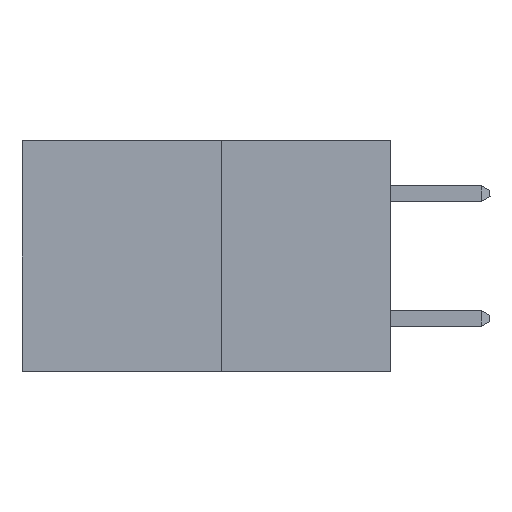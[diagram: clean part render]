
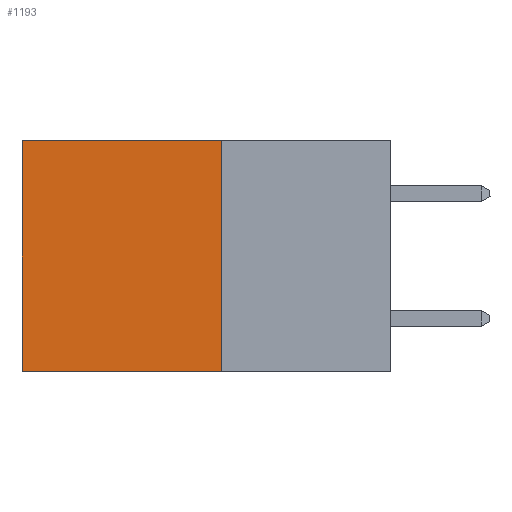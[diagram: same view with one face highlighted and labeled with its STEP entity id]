
A CAD part, left-side view. The second image highlights one B-rep face of the part: STEP entity #1193.
In plain terms, the highlighted planar face has unit normal (-1, 0, 0).
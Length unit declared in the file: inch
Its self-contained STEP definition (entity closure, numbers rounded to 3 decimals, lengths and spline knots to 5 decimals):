
#718 = VERTEX_POINT ( 'NONE', #26428 ) ;
#1193 = ADVANCED_FACE ( 'NONE', ( #27082 ), #16697, .F. ) ;
#1609 = EDGE_CURVE ( 'NONE', #718, #21719, #17231, .T. ) ;
#1673 = CARTESIAN_POINT ( 'NONE',  ( 0.277, 0.27, -0.37 ) ) ;
#2642 = VECTOR ( 'NONE', #24478, 39.37008 ) ;
#3339 = LINE ( 'NONE', #13135, #2642 ) ;
#6301 = CARTESIAN_POINT ( 'NONE',  ( 0.277, 0.27, -0.37 ) ) ;
#8718 = LINE ( 'NONE', #27332, #19425 ) ;
#9129 = EDGE_CURVE ( 'NONE', #718, #18164, #22336, .T. ) ;
#10778 = EDGE_CURVE ( 'NONE', #21719, #19737, #8718, .T. ) ;
#10901 = CARTESIAN_POINT ( 'NONE',  ( 0.277, 0.59, 0. ) ) ;
#13135 = CARTESIAN_POINT ( 'NONE',  ( 0.277, 0.27, -0.37 ) ) ;
#13573 = ORIENTED_EDGE ( 'NONE', *, *, #9129, .F. ) ;
#15433 = CARTESIAN_POINT ( 'NONE',  ( 0.277, 0.59, -0.37 ) ) ;
#15567 = VECTOR ( 'NONE', #24447, 39.37008 ) ;
#16574 = DIRECTION ( 'NONE',  ( 0., 0., -1. ) ) ;
#16604 = DIRECTION ( 'NONE',  ( 1., 0., 0. ) ) ;
#16697 = PLANE ( 'NONE',  #28041 ) ;
#17130 = EDGE_CURVE ( 'NONE', #18164, #19737, #3339, .T. ) ;
#17231 = LINE ( 'NONE', #18832, #28411 ) ;
#18164 = VERTEX_POINT ( 'NONE', #1673 ) ;
#18423 = DIRECTION ( 'NONE',  ( 0., 0., -1. ) ) ;
#18658 = DIRECTION ( 'NONE',  ( 0., 1., 0. ) ) ;
#18832 = CARTESIAN_POINT ( 'NONE',  ( 0.277, 0.27, 0. ) ) ;
#19088 = ORIENTED_EDGE ( 'NONE', *, *, #1609, .T. ) ;
#19188 = ORIENTED_EDGE ( 'NONE', *, *, #10778, .T. ) ;
#19425 = VECTOR ( 'NONE', #18423, 39.37008 ) ;
#19737 = VERTEX_POINT ( 'NONE', #15433 ) ;
#21719 = VERTEX_POINT ( 'NONE', #10901 ) ;
#22336 = LINE ( 'NONE', #6301, #15567 ) ;
#24447 = DIRECTION ( 'NONE',  ( 0., 0., -1. ) ) ;
#24478 = DIRECTION ( 'NONE',  ( 0., 1., 0. ) ) ;
#26428 = CARTESIAN_POINT ( 'NONE',  ( 0.277, 0.27, 0. ) ) ;
#26485 = EDGE_LOOP ( 'NONE', ( #19188, #28112, #13573, #19088 ) ) ;
#26631 = CARTESIAN_POINT ( 'NONE',  ( 0.277, 0.27, -0.37 ) ) ;
#27082 = FACE_OUTER_BOUND ( 'NONE', #26485, .T. ) ;
#27332 = CARTESIAN_POINT ( 'NONE',  ( 0.277, 0.59, -0.37 ) ) ;
#28041 = AXIS2_PLACEMENT_3D ( 'NONE', #26631, #16604, #16574 ) ;
#28112 = ORIENTED_EDGE ( 'NONE', *, *, #17130, .F. ) ;
#28411 = VECTOR ( 'NONE', #18658, 39.37008 ) ;
